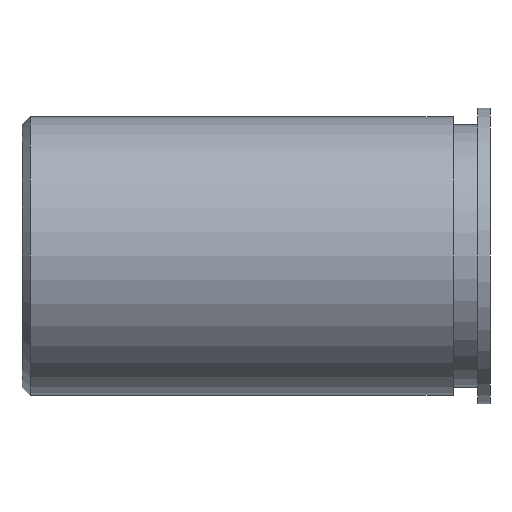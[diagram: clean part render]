
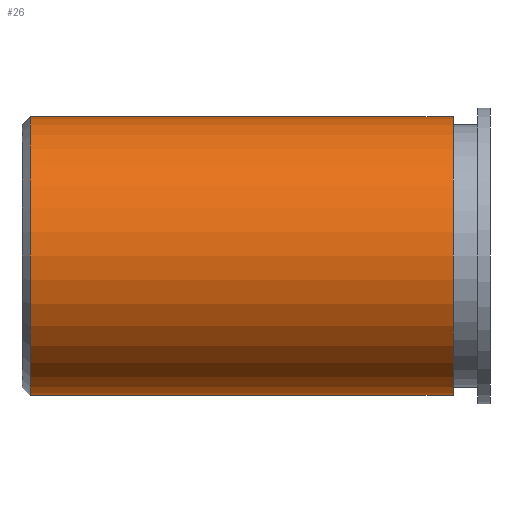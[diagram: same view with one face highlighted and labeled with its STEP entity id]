
A CAD part, left-side view. The second image highlights one B-rep face of the part: STEP entity #26.
In plain terms, the highlighted cylindrical face has radius 4.312 mm (diameter 8.623 mm), a partial arc.
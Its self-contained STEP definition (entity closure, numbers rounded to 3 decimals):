
#13 = EDGE_LOOP ( 'NONE', ( #27, #42, #17, #15 ) ) ;
#15 = ORIENTED_EDGE ( 'NONE', *, *, #22, .F. ) ;
#17 = ORIENTED_EDGE ( 'NONE', *, *, #124, .T. ) ;
#22 = EDGE_CURVE ( 'NONE', #158, #131, #233, .T. ) ;
#26 = ADVANCED_FACE ( 'NONE', ( #213 ), #228, .T. ) ;
#27 = ORIENTED_EDGE ( 'NONE', *, *, #153, .F. ) ;
#42 = ORIENTED_EDGE ( 'NONE', *, *, #43, .T. ) ;
#43 = EDGE_CURVE ( 'NONE', #151, #150, #274, .T. ) ;
#124 = EDGE_CURVE ( 'NONE', #150, #131, #524, .T. ) ;
#131 = VERTEX_POINT ( 'NONE', #624 ) ;
#150 = VERTEX_POINT ( 'NONE', #619 ) ;
#151 = VERTEX_POINT ( 'NONE', #618 ) ;
#153 = EDGE_CURVE ( 'NONE', #151, #158, #616, .T. ) ;
#158 = VERTEX_POINT ( 'NONE', #711 ) ;
#201 = DIRECTION ( 'NONE',  ( 0., 0., 1. ) ) ;
#202 = DIRECTION ( 'NONE',  ( 0., 1., 0. ) ) ;
#203 = AXIS2_PLACEMENT_3D ( 'NONE', #249, #202, #201 ) ;
#213 = FACE_OUTER_BOUND ( 'NONE', #13, .T. ) ;
#223 = DIRECTION ( 'NONE',  ( 0., 0., 1. ) ) ;
#224 = DIRECTION ( 'NONE',  ( 0., 1., 0. ) ) ;
#225 = CARTESIAN_POINT ( 'NONE',  ( 0., 7.239, 0. ) ) ;
#226 = AXIS2_PLACEMENT_3D ( 'NONE', #225, #224, #223 ) ;
#228 = CYLINDRICAL_SURFACE ( 'NONE', #226, 4.312 ) ;
#233 = CIRCLE ( 'NONE', #203, 4.312 ) ;
#249 = CARTESIAN_POINT ( 'NONE',  ( 0., 6.985, 0. ) ) ;
#273 = AXIS2_PLACEMENT_3D ( 'NONE', #284, #283, #282 ) ;
#274 = CIRCLE ( 'NONE', #273, 4.312 ) ;
#282 = DIRECTION ( 'NONE',  ( 0., 0., 1. ) ) ;
#283 = DIRECTION ( 'NONE',  ( 0., 1., 0. ) ) ;
#284 = CARTESIAN_POINT ( 'NONE',  ( 0., -6.096, 0. ) ) ;
#512 = DIRECTION ( 'NONE',  ( 0., 1., 0. ) ) ;
#513 = VECTOR ( 'NONE', #512, 1000. ) ;
#514 = CARTESIAN_POINT ( 'NONE',  ( 0., 7.239, 4.312 ) ) ;
#524 = LINE ( 'NONE', #514, #513 ) ;
#613 = DIRECTION ( 'NONE',  ( 0., 1., 0. ) ) ;
#614 = VECTOR ( 'NONE', #613, 1000. ) ;
#615 = CARTESIAN_POINT ( 'NONE',  ( 0., 7.239, -4.312 ) ) ;
#616 = LINE ( 'NONE', #615, #614 ) ;
#618 = CARTESIAN_POINT ( 'NONE',  ( 0., -6.096, -4.312 ) ) ;
#619 = CARTESIAN_POINT ( 'NONE',  ( 0., -6.096, 4.312 ) ) ;
#624 = CARTESIAN_POINT ( 'NONE',  ( 0., 6.985, 4.312 ) ) ;
#711 = CARTESIAN_POINT ( 'NONE',  ( 0., 6.985, -4.312 ) ) ;
